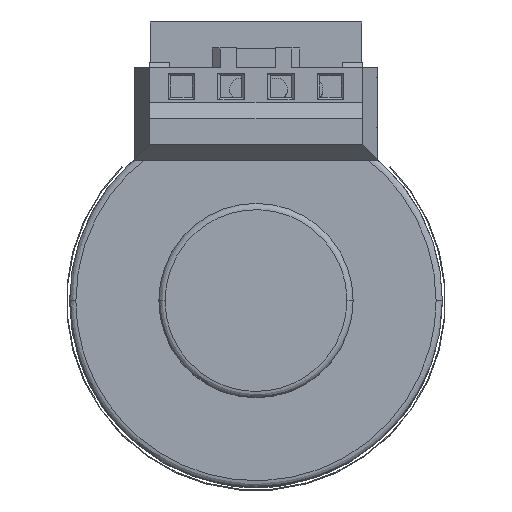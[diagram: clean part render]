
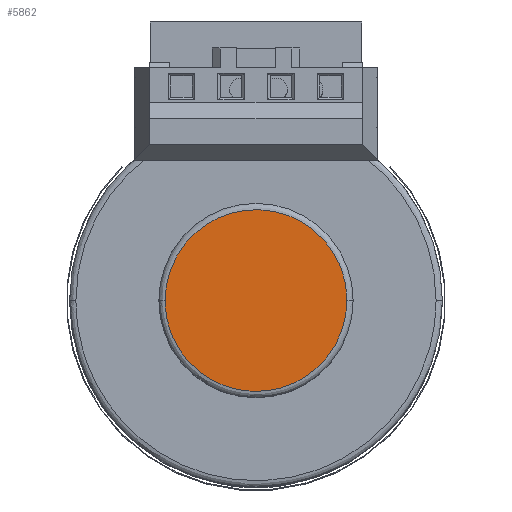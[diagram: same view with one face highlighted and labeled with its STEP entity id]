
A CAD part, top view. The second image highlights one B-rep face of the part: STEP entity #5862.
In plain terms, the highlighted planar face has unit normal (0, 0, 1).
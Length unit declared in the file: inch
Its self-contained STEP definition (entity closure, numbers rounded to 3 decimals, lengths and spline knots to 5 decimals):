
#652 = FACE_OUTER_BOUND ( 'NONE', #25208, .T. ) ;
#1584 = CARTESIAN_POINT ( 'NONE',  ( -0.14394, 0.28787, 0.53207 ) ) ;
#3625 = AXIS2_PLACEMENT_3D ( 'NONE', #26673, #5035, #15497 ) ;
#5003 = CARTESIAN_POINT ( 'NONE',  ( -0.14394, 0., 0.53207 ) ) ;
#5035 = DIRECTION ( 'NONE',  ( 0., 0., 1. ) ) ;
#5862 = ADVANCED_FACE ( 'NONE', ( #652 ), #22297, .T. ) ;
#7057 = CARTESIAN_POINT ( 'NONE',  ( -0.14394, 0., 0.53207 ) ) ;
#7274 = VERTEX_POINT ( 'NONE', #7057 ) ;
#8357 = CARTESIAN_POINT ( 'NONE',  ( 0.14394, 0., 0.53207 ) ) ;
#9422 =( BOUNDED_CURVE ( )  B_SPLINE_CURVE ( 3, ( #21992, #26361, #22552, #5003 ),
 .UNSPECIFIED., .F., .T. ) 
 B_SPLINE_CURVE_WITH_KNOTS ( ( 4, 4 ),
 ( 0., 1. ),
 .UNSPECIFIED. ) 
 CURVE ( )  GEOMETRIC_REPRESENTATION_ITEM ( )  RATIONAL_B_SPLINE_CURVE ( ( 1., 0.333, 0.333, 1. ) ) 
 REPRESENTATION_ITEM ( '' )  );
#11695 = EDGE_CURVE ( 'NONE', #7274, #27769, #19090, .T. ) ;
#15497 = DIRECTION ( 'NONE',  ( 1., 0., 0. ) ) ;
#17800 = ORIENTED_EDGE ( 'NONE', *, *, #23658, .F. ) ;
#19090 =( BOUNDED_CURVE ( )  B_SPLINE_CURVE ( 3, ( #23085, #1584, #23227, #8357 ),
 .UNSPECIFIED., .F., .T. ) 
 B_SPLINE_CURVE_WITH_KNOTS ( ( 4, 4 ),
 ( 0., 1. ),
 .UNSPECIFIED. ) 
 CURVE ( )  GEOMETRIC_REPRESENTATION_ITEM ( )  RATIONAL_B_SPLINE_CURVE ( ( 1., 0.333, 0.333, 1. ) ) 
 REPRESENTATION_ITEM ( '' )  );
#19599 = ORIENTED_EDGE ( 'NONE', *, *, #11695, .F. ) ;
#21800 = CARTESIAN_POINT ( 'NONE',  ( 0.14394, 0., 0.53207 ) ) ;
#21992 = CARTESIAN_POINT ( 'NONE',  ( 0.14394, 0., 0.53207 ) ) ;
#22297 = PLANE ( 'NONE',  #3625 ) ;
#22552 = CARTESIAN_POINT ( 'NONE',  ( -0.14394, -0.28787, 0.53207 ) ) ;
#23085 = CARTESIAN_POINT ( 'NONE',  ( -0.14394, 0., 0.53207 ) ) ;
#23227 = CARTESIAN_POINT ( 'NONE',  ( 0.14394, 0.28787, 0.53207 ) ) ;
#23658 = EDGE_CURVE ( 'NONE', #27769, #7274, #9422, .T. ) ;
#25208 = EDGE_LOOP ( 'NONE', ( #19599, #17800 ) ) ;
#26361 = CARTESIAN_POINT ( 'NONE',  ( 0.14394, -0.28787, 0.53207 ) ) ;
#26673 = CARTESIAN_POINT ( 'NONE',  ( 0., 0., 0.53207 ) ) ;
#27769 = VERTEX_POINT ( 'NONE', #21800 ) ;
